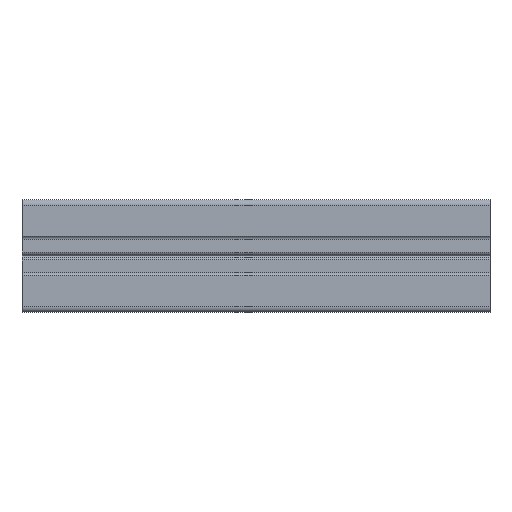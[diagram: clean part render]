
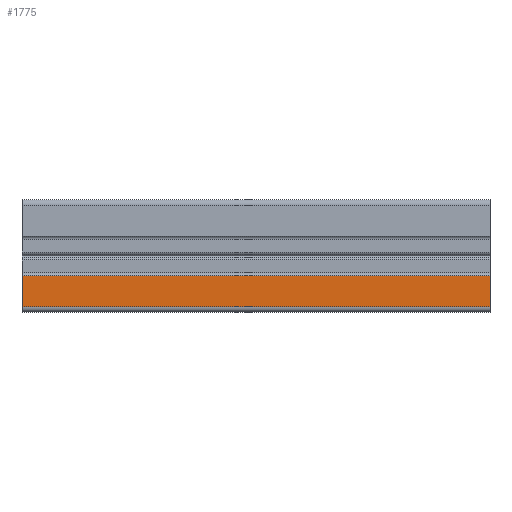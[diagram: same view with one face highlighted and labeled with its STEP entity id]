
A CAD part, left-side view. The second image highlights one B-rep face of the part: STEP entity #1775.
In plain terms, the highlighted planar face has unit normal (-1, 0, 0).
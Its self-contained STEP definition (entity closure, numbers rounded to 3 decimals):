
#63 = EDGE_CURVE ( 'NONE', #3819, #2484, #3614, .T. ) ;
#72 = VECTOR ( 'NONE', #4016, 1000. ) ;
#100 = VECTOR ( 'NONE', #2098, 1000. ) ;
#108 = CARTESIAN_POINT ( 'NONE',  ( 0., 83., -19. ) ) ;
#211 = DIRECTION ( 'NONE',  ( 0., 0., 1. ) ) ;
#301 = CARTESIAN_POINT ( 'NONE',  ( 0., 83., -13.5 ) ) ;
#448 = VERTEX_POINT ( 'NONE', #1937 ) ;
#620 = ORIENTED_EDGE ( 'NONE', *, *, #63, .T. ) ;
#634 = ORIENTED_EDGE ( 'NONE', *, *, #2005, .T. ) ;
#786 = VERTEX_POINT ( 'NONE', #301 ) ;
#813 = CARTESIAN_POINT ( 'NONE',  ( 0., 83., 0. ) ) ;
#890 = CARTESIAN_POINT ( 'NONE',  ( 0., 83., -13.5 ) ) ;
#1119 = FACE_OUTER_BOUND ( 'NONE', #3258, .T. ) ;
#1178 = CARTESIAN_POINT ( 'NONE',  ( 0., 0., 0. ) ) ;
#1225 = EDGE_CURVE ( 'NONE', #786, #448, #3052, .T. ) ;
#1624 = AXIS2_PLACEMENT_3D ( 'NONE', #1804, #3074, #211 ) ;
#1691 = DIRECTION ( 'NONE',  ( 0., -1., 0. ) ) ;
#1775 = ADVANCED_FACE ( 'NONE', ( #1119 ), #2390, .T. ) ;
#1804 = CARTESIAN_POINT ( 'NONE',  ( 0., 83., 0. ) ) ;
#1836 = ORIENTED_EDGE ( 'NONE', *, *, #1225, .F. ) ;
#1937 = CARTESIAN_POINT ( 'NONE',  ( 0., 0., -13.5 ) ) ;
#2000 = DIRECTION ( 'NONE',  ( 0., 0., -1. ) ) ;
#2005 = EDGE_CURVE ( 'NONE', #786, #3819, #3984, .T. ) ;
#2098 = DIRECTION ( 'NONE',  ( 0., 0., -1. ) ) ;
#2143 = CARTESIAN_POINT ( 'NONE',  ( 0., 83., -19. ) ) ;
#2390 = PLANE ( 'NONE',  #1624 ) ;
#2484 = VERTEX_POINT ( 'NONE', #3291 ) ;
#2814 = ORIENTED_EDGE ( 'NONE', *, *, #3491, .F. ) ;
#3052 = LINE ( 'NONE', #890, #72 ) ;
#3068 = VECTOR ( 'NONE', #2000, 1000. ) ;
#3074 = DIRECTION ( 'NONE',  ( -1., 0., 0. ) ) ;
#3258 = EDGE_LOOP ( 'NONE', ( #634, #620, #2814, #1836 ) ) ;
#3291 = CARTESIAN_POINT ( 'NONE',  ( 0., 0., -19. ) ) ;
#3491 = EDGE_CURVE ( 'NONE', #448, #2484, #4036, .T. ) ;
#3614 = LINE ( 'NONE', #108, #3668 ) ;
#3668 = VECTOR ( 'NONE', #1691, 1000. ) ;
#3819 = VERTEX_POINT ( 'NONE', #2143 ) ;
#3984 = LINE ( 'NONE', #813, #3068 ) ;
#4016 = DIRECTION ( 'NONE',  ( 0., -1., 0. ) ) ;
#4036 = LINE ( 'NONE', #1178, #100 ) ;
